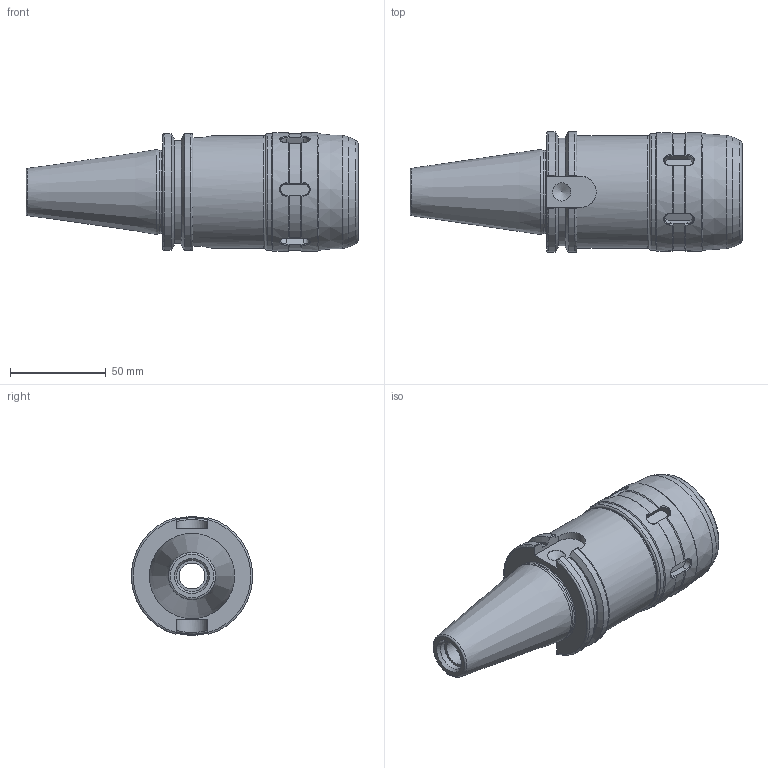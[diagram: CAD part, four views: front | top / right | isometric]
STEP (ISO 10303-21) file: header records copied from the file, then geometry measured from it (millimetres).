
FILE_DESCRIPTION(/* description */ (''),/* implementation_level */ '2;1');
FILE_NAME(/* name */ 'CAT40-C1-4.13.stp',/* time_stamp */ '2025-01-09T16:48:46+09:00',/* author */ ('eos'),/* organization */ (''),/* preprocessor_version */ 'ST-DEVELOPER v20',/* originating_system */ 'Autodesk Inventor 2025',/* authorisation */ '');
FILE_SCHEMA (('AUTOMOTIVE_DESIGN { 1 0 10303 214 3 1 1 }'));
Length unit declared in the file: millimetre
Products named in the file (3): LO-CAT40-C25.4-105; CAT50; C32-CAP
Assembly tree (2 placements, depth 2):
  LO-CAT40-C25.4-105
    CAT50
    C32-CAP
Bounding box: 173.65 x 63.26 x 61.95 mm (x, y, z)
Volume: 283193.2 mm3; surface area: 59710.9 mm2
Topology: 2 solids, 2 shells, 175 faces, 444 edges, 285 vertices
Faces by surface type: plane 78, cylinder 43, cone 30, torus 12, bspline 12
Full cylindrical faces by diameter (mm): 9.525 x1, 13.386 x1, 16.3 x1, 25.4 x1, 26 x1, 31.6 x1, 35.2 x1, 43.6 x1, 44.5 x3, 46.45 x2, 59 x1, 61 x1, 62 x2
Entity records: 6260 total; most frequent: CARTESIAN_POINT 2109, ORIENTED_EDGE 886, DIRECTION 803, EDGE_CURVE 443, AXIS2_PLACEMENT_3D 301, VERTEX_POINT 285, LINE 201, VECTOR 201
